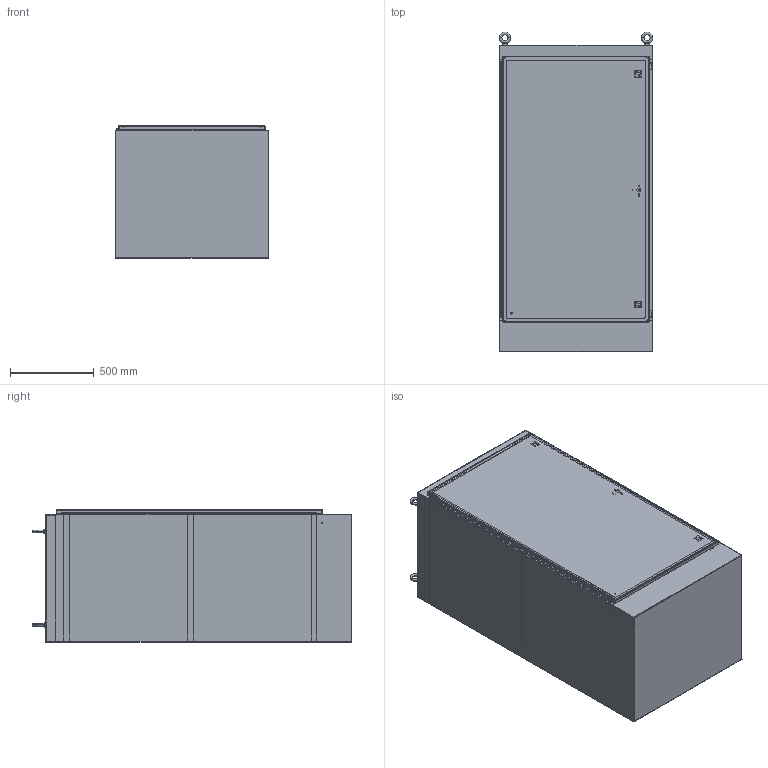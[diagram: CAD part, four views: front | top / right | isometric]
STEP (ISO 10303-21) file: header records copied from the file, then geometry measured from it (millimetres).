
FILE_DESCRIPTION (( 'STEP AP214' ), '1' );
FILE_NAME ('WA723630FSN43PT.STEP', '2016-02-16T13:18:09', ( '' ), ( '' ), 'SwSTEP 2.0', 'SolidWorks 2014', '' );
FILE_SCHEMA (( 'AUTOMOTIVE_DESIGN' ));
Length unit declared in the file: inch
Products named in the file (40): HFW31233; LARGE_DOOR_ROD_ASSM-37029; HFW3121; 3862; FUN00104; 31215; FUN00104-28.75; HFW3762; 349132; 3021WIE; HFW3025; 37029; 316298; HFW31712; 3064; 1091-BR11_AF0; 38846; SUPPORT-ROLL_AF0; WA7236FSN43PTDR; PLASTIC-ROLLER-CAM_AF0_ASM; WA3630FSN43PTTOP; LOCK-NUT_AF0; WA3630FSN43PTBTM; 7379-M6-8X25_AF0; WA7230FSN43PTRS; PLASTIC-ROLLER-CAM_AF1; WA7230FSN43PTLS; 1091-903_AF0; WA7236FSN43PTFB; 1091-903_AF0_2; WA7236FSN43PT-FIP; 1091-903_AF0_1; HSSN1300W60; WA723630FSN43PT; HFW32450; HSSN1300W60P; CHUTE_BOLT_GUIDE_ASSM; HSSN1300W60L; HFW3681; HSSN1300W60T
Assembly tree (63 placements, depth 5):
  WA723630FSN43PT
    WA7236FSN43PTFB
    WA7230FSN43PTLS
    WA7230FSN43PTRS
    WA3630FSN43PTBTM
    WA3630FSN43PTTOP
    WA7236FSN43PTDR
    38846  x2
    3064  x2
    316298  x4
    HFW3025  x4
    349132  x4
    FUN00104-28.75
    FUN00104  x5
    CHUTE_BOLT_GUIDE_ASSM  x2
      HFW3121
      HFW31233
      HFW3681
    HFW32450
    LARGE_DOOR_ROD_ASSM-37029
      HFW31712
        1091-903_AF0
          1091-903_AF0_1
          1091-903_AF0_2
        PLASTIC-ROLLER-CAM_AF0_ASM
          PLASTIC-ROLLER-CAM_AF1
          7379-M6-8X25_AF0
          LOCK-NUT_AF0
        SUPPORT-ROLL_AF0
        1091-BR11_AF0
      37029  x2
      3021WIE  x2
      HFW3762  x4
      31215  x2
      3862  x2
    HSSN1300W60
      HSSN1300W60T
      HSSN1300W60L
      HSSN1300W60P
    WA7236FSN43PT-FIP
Bounding box: 917.58 x 1911.29 x 791.47 mm (x, y, z)
Volume: 21665440.7 mm3; surface area: 17641786.8 mm2
Topology: 59 solids, 59 shells, 2236 faces, 5839 edges, 3743 vertices
Faces by surface type: plane 862, cylinder 844, cone 270, torus 216, bspline 40, sphere 4
Entity records: 200620 total; most frequent: CARTESIAN_POINT 74486, DIRECTION 18321, ORIENTED_EDGE 15274, EDGE_CURVE 11200, VERTEX_POINT 9650, AXIS2_PLACEMENT_3D 6581, VECTOR 5159, LINE 5159
